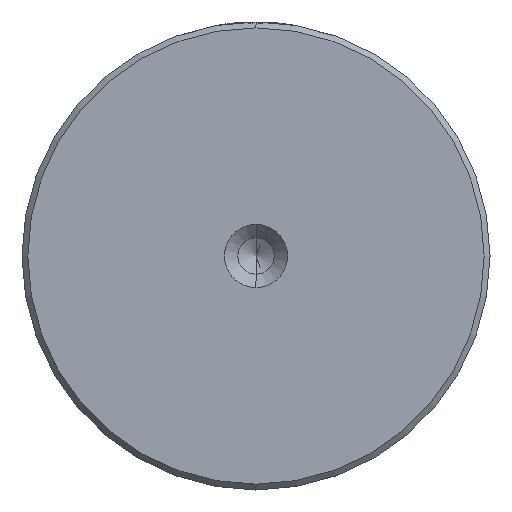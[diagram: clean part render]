
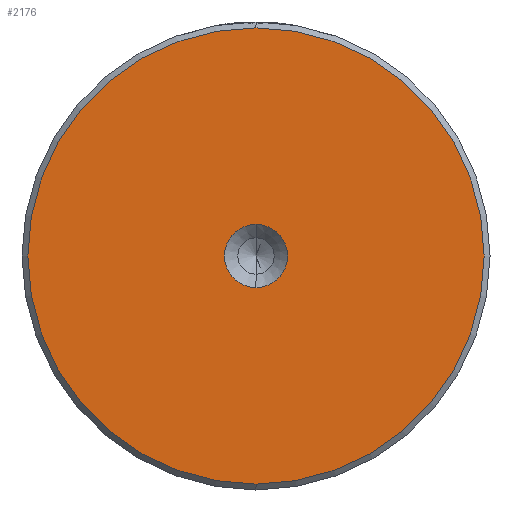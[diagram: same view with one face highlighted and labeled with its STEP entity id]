
A CAD part, left-side view. The second image highlights one B-rep face of the part: STEP entity #2176.
In plain terms, the highlighted planar face has unit normal (-1, 0, 0).
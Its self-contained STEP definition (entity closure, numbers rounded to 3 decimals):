
#8 = EDGE_CURVE ( 'NONE', #1505, #251, #1918, .T. ) ;
#167 = CARTESIAN_POINT ( 'NONE',  ( 0., 0., 0. ) ) ;
#186 = DIRECTION ( 'NONE',  ( -1., 0., 0. ) ) ;
#251 = VERTEX_POINT ( 'NONE', #796 ) ;
#253 = FACE_BOUND ( 'NONE', #1663, .T. ) ;
#263 = DIRECTION ( 'NONE',  ( 0., 0., 1. ) ) ;
#272 = ORIENTED_EDGE ( 'NONE', *, *, #626, .F. ) ;
#379 = DIRECTION ( 'NONE',  ( -1., 0., 0. ) ) ;
#437 = DIRECTION ( 'NONE',  ( -1., 0., 0. ) ) ;
#449 = CIRCLE ( 'NONE', #473, 19.5 ) ;
#473 = AXIS2_PLACEMENT_3D ( 'NONE', #932, #2219, #1114 ) ;
#544 = DIRECTION ( 'NONE',  ( 0., 0., 1. ) ) ;
#626 = EDGE_CURVE ( 'NONE', #2036, #865, #994, .T. ) ;
#632 = CARTESIAN_POINT ( 'NONE',  ( 0., 0., 0. ) ) ;
#796 = CARTESIAN_POINT ( 'NONE',  ( 0., 0., -19.5 ) ) ;
#865 = VERTEX_POINT ( 'NONE', #1134 ) ;
#873 = EDGE_CURVE ( 'NONE', #865, #2036, #876, .T. ) ;
#876 = CIRCLE ( 'NONE', #1194, 2.7 ) ;
#932 = CARTESIAN_POINT ( 'NONE',  ( 0., 0., 0. ) ) ;
#968 = PLANE ( 'NONE',  #2074 ) ;
#994 = CIRCLE ( 'NONE', #1982, 2.7 ) ;
#1051 = EDGE_LOOP ( 'NONE', ( #1111, #1640 ) ) ;
#1111 = ORIENTED_EDGE ( 'NONE', *, *, #1538, .T. ) ;
#1114 = DIRECTION ( 'NONE',  ( 0., 0., 1. ) ) ;
#1134 = CARTESIAN_POINT ( 'NONE',  ( 0., 0., -2.7 ) ) ;
#1140 = DIRECTION ( 'NONE',  ( -1., 0., 0. ) ) ;
#1157 = AXIS2_PLACEMENT_3D ( 'NONE', #167, #379, #544 ) ;
#1194 = AXIS2_PLACEMENT_3D ( 'NONE', #2256, #1140, #2444 ) ;
#1505 = VERTEX_POINT ( 'NONE', #2214 ) ;
#1538 = EDGE_CURVE ( 'NONE', #251, #1505, #449, .T. ) ;
#1640 = ORIENTED_EDGE ( 'NONE', *, *, #8, .T. ) ;
#1663 = EDGE_LOOP ( 'NONE', ( #272, #2075 ) ) ;
#1692 = CARTESIAN_POINT ( 'NONE',  ( 0., 0., 0. ) ) ;
#1750 = FACE_OUTER_BOUND ( 'NONE', #1051, .T. ) ;
#1834 = CARTESIAN_POINT ( 'NONE',  ( 0., 0., 2.7 ) ) ;
#1918 = CIRCLE ( 'NONE', #1157, 19.5 ) ;
#1982 = AXIS2_PLACEMENT_3D ( 'NONE', #632, #437, #263 ) ;
#2036 = VERTEX_POINT ( 'NONE', #1834 ) ;
#2074 = AXIS2_PLACEMENT_3D ( 'NONE', #1692, #186, #2257 ) ;
#2075 = ORIENTED_EDGE ( 'NONE', *, *, #873, .F. ) ;
#2176 = ADVANCED_FACE ( 'NONE', ( #1750, #253 ), #968, .T. ) ;
#2214 = CARTESIAN_POINT ( 'NONE',  ( 0., 0., 19.5 ) ) ;
#2219 = DIRECTION ( 'NONE',  ( -1., 0., 0. ) ) ;
#2256 = CARTESIAN_POINT ( 'NONE',  ( 0., 0., 0. ) ) ;
#2257 = DIRECTION ( 'NONE',  ( 0., 0., 1. ) ) ;
#2444 = DIRECTION ( 'NONE',  ( 0., 0., 1. ) ) ;
